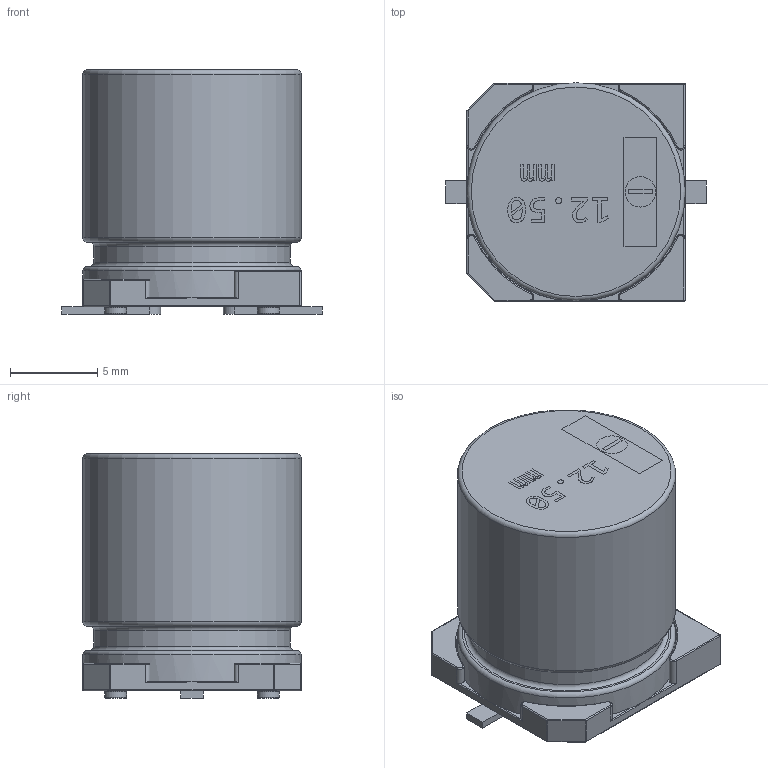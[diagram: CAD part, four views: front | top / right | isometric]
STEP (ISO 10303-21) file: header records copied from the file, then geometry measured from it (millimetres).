
FILE_DESCRIPTION(/* description */ (''),/* implementation_level */ '2;1');
FILE_NAME(/* name */ 'CAP SMT AL ELEC D12.50mm H14.00mm S12.50mm.step',/* time_stamp */ '2020-11-18T00:55:22+02:00',/* author */ (''),/* organization */ (''),/* preprocessor_version */ 'ST-DEVELOPER v18.1',/* originating_system */ 'Autodesk Translation Framework v9.3.0.1241',/* authorisation */ '');
FILE_SCHEMA (('AUTOMOTIVE_DESIGN { 1 0 10303 214 3 1 1 }'));
Length unit declared in the file: millimetre
Products named in the file (1): Model - SMT CAP ELEC
Bounding box: 14.9 x 12.5 x 14 mm (x, y, z)
Volume: 1693.2 mm3; surface area: 954.1 mm2
Topology: 1 solids, 1 shells, 140 faces, 497 edges, 369 vertices
Faces by surface type: cylinder 51, plane 44, torus 25, sphere 12, bspline 8
Full cylindrical faces by diameter (mm): 1.25 x4, 11.25 x1, 12.5 x2
Entity records: 6087 total; most frequent: CARTESIAN_POINT 1871, ORIENTED_EDGE 978, DIRECTION 751, EDGE_CURVE 489, VERTEX_POINT 369, AXIS2_PLACEMENT_3D 291, LINE 169, VECTOR 169
